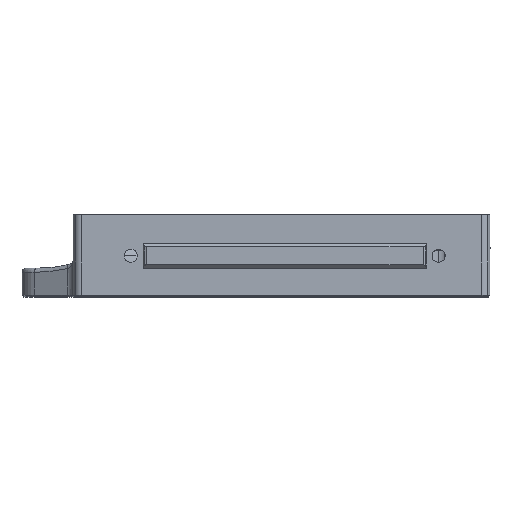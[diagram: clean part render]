
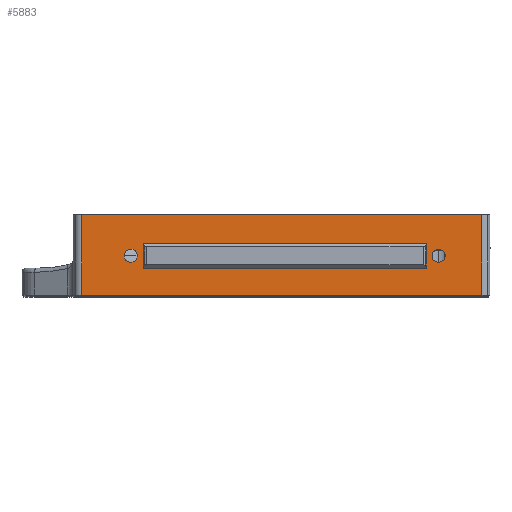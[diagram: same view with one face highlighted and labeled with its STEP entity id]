
A CAD part, top view. The second image highlights one B-rep face of the part: STEP entity #5883.
In plain terms, the highlighted planar face has unit normal (0, 0, 1).
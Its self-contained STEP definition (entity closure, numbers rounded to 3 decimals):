
#134 = DIRECTION ( 'NONE',  ( -1., 0., 0. ) ) ;
#182 = DIRECTION ( 'NONE',  ( 1., 0., 0. ) ) ;
#282 = ORIENTED_EDGE ( 'NONE', *, *, #3380, .F. ) ;
#423 = CARTESIAN_POINT ( 'NONE',  ( -47.774, 549.972, 118.684 ) ) ;
#476 = VERTEX_POINT ( 'NONE', #867 ) ;
#498 = ORIENTED_EDGE ( 'NONE', *, *, #6282, .F. ) ;
#538 = VECTOR ( 'NONE', #1208, 1000. ) ;
#554 = DIRECTION ( 'NONE',  ( 0., -1., 0. ) ) ;
#867 = CARTESIAN_POINT ( 'NONE',  ( -134.874, 559.572, 118.684 ) ) ;
#874 = FACE_OUTER_BOUND ( 'NONE', #5270, .T. ) ;
#925 = EDGE_CURVE ( 'NONE', #2599, #3503, #1759, .T. ) ;
#982 = ORIENTED_EDGE ( 'NONE', *, *, #2869, .F. ) ;
#983 = VECTOR ( 'NONE', #1083, 1000. ) ;
#996 = EDGE_CURVE ( 'NONE', #476, #6826, #3598, .T. ) ;
#1006 = CARTESIAN_POINT ( 'NONE',  ( -130.274, 562.572, 118.684 ) ) ;
#1008 = CARTESIAN_POINT ( 'NONE',  ( -97.474, 569.572, 118.684 ) ) ;
#1083 = DIRECTION ( 'NONE',  ( 1., 0., 0. ) ) ;
#1172 = CARTESIAN_POINT ( 'NONE',  ( -133.274, 559.572, 118.684 ) ) ;
#1208 = DIRECTION ( 'NONE',  ( 0., 1., 0. ) ) ;
#1403 = VECTOR ( 'NONE', #1810, 1000. ) ;
#1528 = EDGE_CURVE ( 'NONE', #4244, #2599, #3951, .T. ) ;
#1558 = FACE_BOUND ( 'NONE', #8284, .T. ) ;
#1652 = LINE ( 'NONE', #5846, #7378 ) ;
#1687 = FACE_BOUND ( 'NONE', #7203, .T. ) ;
#1759 = LINE ( 'NONE', #2479, #7037 ) ;
#1810 = DIRECTION ( 'NONE',  ( 0., -1., 0. ) ) ;
#1817 = LINE ( 'NONE', #7960, #983 ) ;
#1860 = DIRECTION ( 'NONE',  ( -1., 0., 0. ) ) ;
#1891 = CARTESIAN_POINT ( 'NONE',  ( -59.874, 559.572, 118.684 ) ) ;
#2229 = CIRCLE ( 'NONE', #4499, 1.6 ) ;
#2311 = EDGE_CURVE ( 'NONE', #3315, #4883, #8626, .T. ) ;
#2316 = CARTESIAN_POINT ( 'NONE',  ( -130.274, 556.572, 118.684 ) ) ;
#2479 = CARTESIAN_POINT ( 'NONE',  ( -79.374, 556.572, 118.684 ) ) ;
#2522 = VECTOR ( 'NONE', #6393, 1000. ) ;
#2575 = CARTESIAN_POINT ( 'NONE',  ( -61.274, 562.572, 118.684 ) ) ;
#2599 = VERTEX_POINT ( 'NONE', #2316 ) ;
#2721 = CARTESIAN_POINT ( 'NONE',  ( -58.274, 559.572, 118.684 ) ) ;
#2758 = DIRECTION ( 'NONE',  ( 0., 0., 1. ) ) ;
#2828 = CARTESIAN_POINT ( 'NONE',  ( -58.274, 559.572, 118.684 ) ) ;
#2832 = CARTESIAN_POINT ( 'NONE',  ( -145.274, 549.972, 118.684 ) ) ;
#2869 = EDGE_CURVE ( 'NONE', #4883, #3315, #2229, .T. ) ;
#2965 = ORIENTED_EDGE ( 'NONE', *, *, #2311, .F. ) ;
#3128 = CARTESIAN_POINT ( 'NONE',  ( -61.274, 556.572, 118.684 ) ) ;
#3315 = VERTEX_POINT ( 'NONE', #8759 ) ;
#3380 = EDGE_CURVE ( 'NONE', #6826, #476, #4503, .T. ) ;
#3503 = VERTEX_POINT ( 'NONE', #3128 ) ;
#3598 = CIRCLE ( 'NONE', #8035, 1.6 ) ;
#3728 = DIRECTION ( 'NONE',  ( 0., 0., -1. ) ) ;
#3940 = DIRECTION ( 'NONE',  ( 0., 0., 1. ) ) ;
#3951 = LINE ( 'NONE', #8050, #4144 ) ;
#4003 = DIRECTION ( 'NONE',  ( 0., 0., 1. ) ) ;
#4144 = VECTOR ( 'NONE', #554, 1000. ) ;
#4244 = VERTEX_POINT ( 'NONE', #1006 ) ;
#4499 = AXIS2_PLACEMENT_3D ( 'NONE', #2721, #4003, #7397 ) ;
#4503 = CIRCLE ( 'NONE', #7925, 1.6 ) ;
#4645 = EDGE_CURVE ( 'NONE', #7354, #7892, #8583, .T. ) ;
#4690 = CARTESIAN_POINT ( 'NONE',  ( -61.274, 566.072, 118.684 ) ) ;
#4809 = EDGE_CURVE ( 'NONE', #6620, #4244, #1652, .T. ) ;
#4857 = ORIENTED_EDGE ( 'NONE', *, *, #5298, .F. ) ;
#4873 = LINE ( 'NONE', #7061, #6693 ) ;
#4883 = VERTEX_POINT ( 'NONE', #1891 ) ;
#5183 = CARTESIAN_POINT ( 'NONE',  ( -145.274, 559.572, 118.684 ) ) ;
#5270 = EDGE_LOOP ( 'NONE', ( #5671, #7181, #498, #5378 ) ) ;
#5298 = EDGE_CURVE ( 'NONE', #3503, #6620, #7319, .T. ) ;
#5378 = ORIENTED_EDGE ( 'NONE', *, *, #4645, .T. ) ;
#5545 = CARTESIAN_POINT ( 'NONE',  ( -133.274, 559.572, 118.684 ) ) ;
#5664 = ORIENTED_EDGE ( 'NONE', *, *, #925, .F. ) ;
#5671 = ORIENTED_EDGE ( 'NONE', *, *, #6164, .T. ) ;
#5675 = LINE ( 'NONE', #8404, #2522 ) ;
#5846 = CARTESIAN_POINT ( 'NONE',  ( -113.874, 562.572, 118.684 ) ) ;
#5883 = ADVANCED_FACE ( 'NONE', ( #1558, #1687, #6987, #874 ), #7124, .F. ) ;
#5929 = ORIENTED_EDGE ( 'NONE', *, *, #4809, .F. ) ;
#6164 = EDGE_CURVE ( 'NONE', #7892, #8350, #4873, .T. ) ;
#6282 = EDGE_CURVE ( 'NONE', #7354, #7856, #1817, .T. ) ;
#6301 = EDGE_LOOP ( 'NONE', ( #6483, #282 ) ) ;
#6365 = DIRECTION ( 'NONE',  ( 0., -1., 0. ) ) ;
#6393 = DIRECTION ( 'NONE',  ( 0., 1., 0. ) ) ;
#6483 = ORIENTED_EDGE ( 'NONE', *, *, #996, .F. ) ;
#6620 = VERTEX_POINT ( 'NONE', #2575 ) ;
#6693 = VECTOR ( 'NONE', #182, 1000. ) ;
#6826 = VERTEX_POINT ( 'NONE', #7542 ) ;
#6987 = FACE_BOUND ( 'NONE', #6301, .T. ) ;
#6996 = DIRECTION ( 'NONE',  ( 0., 0., 1. ) ) ;
#7037 = VECTOR ( 'NONE', #7907, 1000. ) ;
#7046 = AXIS2_PLACEMENT_3D ( 'NONE', #2828, #6996, #8257 ) ;
#7061 = CARTESIAN_POINT ( 'NONE',  ( -91.874, 549.972, 118.684 ) ) ;
#7124 = PLANE ( 'NONE',  #7538 ) ;
#7181 = ORIENTED_EDGE ( 'NONE', *, *, #7724, .T. ) ;
#7203 = EDGE_LOOP ( 'NONE', ( #982, #2965 ) ) ;
#7319 = LINE ( 'NONE', #4690, #538 ) ;
#7354 = VERTEX_POINT ( 'NONE', #7825 ) ;
#7378 = VECTOR ( 'NONE', #7752, 1000. ) ;
#7397 = DIRECTION ( 'NONE',  ( -1., 0., 0. ) ) ;
#7538 = AXIS2_PLACEMENT_3D ( 'NONE', #1008, #3728, #6365 ) ;
#7542 = CARTESIAN_POINT ( 'NONE',  ( -131.674, 559.572, 118.684 ) ) ;
#7724 = EDGE_CURVE ( 'NONE', #8350, #7856, #5675, .T. ) ;
#7752 = DIRECTION ( 'NONE',  ( -1., 0., 0. ) ) ;
#7825 = CARTESIAN_POINT ( 'NONE',  ( -145.274, 569.572, 118.684 ) ) ;
#7856 = VERTEX_POINT ( 'NONE', #8215 ) ;
#7892 = VERTEX_POINT ( 'NONE', #2832 ) ;
#7907 = DIRECTION ( 'NONE',  ( 1., 0., 0. ) ) ;
#7925 = AXIS2_PLACEMENT_3D ( 'NONE', #5545, #2758, #134 ) ;
#7960 = CARTESIAN_POINT ( 'NONE',  ( -115.299, 569.572, 118.684 ) ) ;
#8035 = AXIS2_PLACEMENT_3D ( 'NONE', #1172, #3940, #1860 ) ;
#8050 = CARTESIAN_POINT ( 'NONE',  ( -130.274, 563.072, 118.684 ) ) ;
#8121 = ORIENTED_EDGE ( 'NONE', *, *, #1528, .F. ) ;
#8215 = CARTESIAN_POINT ( 'NONE',  ( -47.774, 569.572, 118.684 ) ) ;
#8257 = DIRECTION ( 'NONE',  ( -1., 0., 0. ) ) ;
#8284 = EDGE_LOOP ( 'NONE', ( #8121, #5929, #4857, #5664 ) ) ;
#8350 = VERTEX_POINT ( 'NONE', #423 ) ;
#8404 = CARTESIAN_POINT ( 'NONE',  ( -47.774, 569.572, 118.684 ) ) ;
#8583 = LINE ( 'NONE', #5183, #1403 ) ;
#8626 = CIRCLE ( 'NONE', #7046, 1.6 ) ;
#8759 = CARTESIAN_POINT ( 'NONE',  ( -56.674, 559.572, 118.684 ) ) ;
